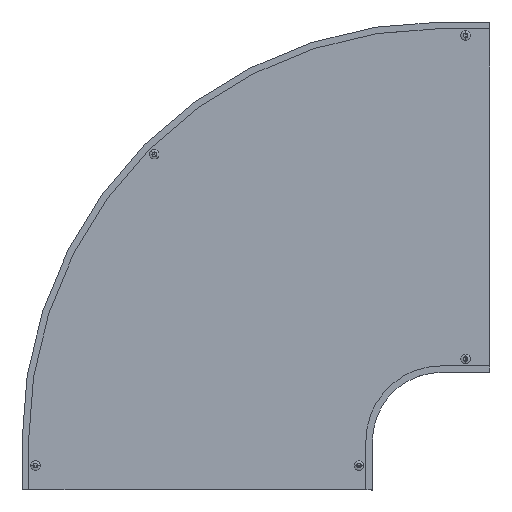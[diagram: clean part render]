
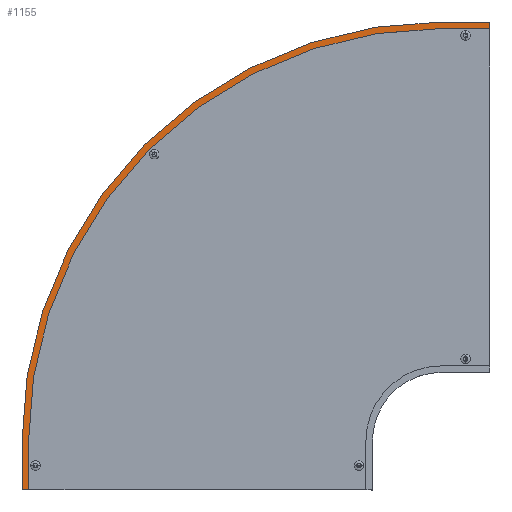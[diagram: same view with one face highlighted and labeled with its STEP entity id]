
A CAD part, top view. The second image highlights one B-rep face of the part: STEP entity #1155.
In plain terms, the highlighted face is planar.
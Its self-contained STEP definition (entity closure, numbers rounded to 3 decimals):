
#126 = PLANE ( 'NONE',  #2295 ) ;
#167 = DIRECTION ( 'NONE',  ( 0., 0., 1. ) ) ;
#171 = LINE ( 'NONE', #3465, #686 ) ;
#216 = EDGE_CURVE ( 'NONE', #4215, #1363, #2691, .T. ) ;
#365 = CARTESIAN_POINT ( 'NONE',  ( 902., 14., -993. ) ) ;
#686 = VECTOR ( 'NONE', #2212, 1000. ) ;
#718 = ORIENTED_EDGE ( 'NONE', *, *, #3093, .F. ) ;
#803 = VERTEX_POINT ( 'NONE', #1445 ) ;
#885 = LINE ( 'NONE', #1644, #5163 ) ;
#1002 = CARTESIAN_POINT ( 'NONE',  ( 14., 14., -105. ) ) ;
#1041 = ORIENTED_EDGE ( 'NONE', *, *, #2924, .T. ) ;
#1057 = VECTOR ( 'NONE', #4885, 1000. ) ;
#1144 = CARTESIAN_POINT ( 'NONE',  ( 0., 14., 0. ) ) ;
#1155 = ADVANCED_FACE ( 'NONE', ( #2563 ), #126, .T. ) ;
#1211 = LINE ( 'NONE', #3684, #3745 ) ;
#1330 = ORIENTED_EDGE ( 'NONE', *, *, #4314, .F. ) ;
#1363 = VERTEX_POINT ( 'NONE', #1144 ) ;
#1445 = CARTESIAN_POINT ( 'NONE',  ( 1007., 14., -993. ) ) ;
#1501 = EDGE_CURVE ( 'NONE', #3858, #2585, #885, .T. ) ;
#1621 = ORIENTED_EDGE ( 'NONE', *, *, #5269, .T. ) ;
#1622 = CARTESIAN_POINT ( 'NONE',  ( 902., 14., -1007. ) ) ;
#1644 = CARTESIAN_POINT ( 'NONE',  ( 902., 14., -1007. ) ) ;
#1692 = EDGE_CURVE ( 'NONE', #803, #3858, #171, .T. ) ;
#1989 = ORIENTED_EDGE ( 'NONE', *, *, #1692, .T. ) ;
#2030 = DIRECTION ( 'NONE',  ( 0., 0., 1. ) ) ;
#2062 = CARTESIAN_POINT ( 'NONE',  ( 14., 14., -105. ) ) ;
#2212 = DIRECTION ( 'NONE',  ( 0., 0., -1. ) ) ;
#2257 = AXIS2_PLACEMENT_3D ( 'NONE', #4656, #4297, #167 ) ;
#2295 = AXIS2_PLACEMENT_3D ( 'NONE', #4275, #4694, #5102 ) ;
#2563 = FACE_OUTER_BOUND ( 'NONE', #3473, .T. ) ;
#2585 = VERTEX_POINT ( 'NONE', #1622 ) ;
#2688 = CARTESIAN_POINT ( 'NONE',  ( 902., 14., -993. ) ) ;
#2691 = LINE ( 'NONE', #4773, #4469 ) ;
#2693 = AXIS2_PLACEMENT_3D ( 'NONE', #3296, #3712, #4103 ) ;
#2924 = EDGE_CURVE ( 'NONE', #4673, #803, #4031, .T. ) ;
#3074 = ORIENTED_EDGE ( 'NONE', *, *, #4447, .F. ) ;
#3093 = EDGE_CURVE ( 'NONE', #3640, #2585, #4025, .T. ) ;
#3095 = DIRECTION ( 'NONE',  ( -1., 0., 0. ) ) ;
#3211 = VERTEX_POINT ( 'NONE', #1002 ) ;
#3296 = CARTESIAN_POINT ( 'NONE',  ( 902., 14., -105. ) ) ;
#3351 = LINE ( 'NONE', #2062, #4987 ) ;
#3441 = ORIENTED_EDGE ( 'NONE', *, *, #1501, .T. ) ;
#3465 = CARTESIAN_POINT ( 'NONE',  ( 1007., 14., -1005. ) ) ;
#3473 = EDGE_LOOP ( 'NONE', ( #1330, #4507, #3074, #1621, #1041, #1989, #3441, #718 ) ) ;
#3640 = VERTEX_POINT ( 'NONE', #3777 ) ;
#3684 = CARTESIAN_POINT ( 'NONE',  ( 0., 14., -105. ) ) ;
#3712 = DIRECTION ( 'NONE',  ( 0., -1., 0. ) ) ;
#3724 = DIRECTION ( 'NONE',  ( -1., 0., 0. ) ) ;
#3745 = VECTOR ( 'NONE', #5295, 1000. ) ;
#3777 = CARTESIAN_POINT ( 'NONE',  ( 0., 14., -105. ) ) ;
#3858 = VERTEX_POINT ( 'NONE', #5220 ) ;
#4025 = CIRCLE ( 'NONE', #2257, 902. ) ;
#4031 = LINE ( 'NONE', #365, #1057 ) ;
#4103 = DIRECTION ( 'NONE',  ( 0., 0., -1. ) ) ;
#4215 = VERTEX_POINT ( 'NONE', #4793 ) ;
#4275 = CARTESIAN_POINT ( 'NONE',  ( 2., 14., -105. ) ) ;
#4297 = DIRECTION ( 'NONE',  ( 0., -1., 0. ) ) ;
#4314 = EDGE_CURVE ( 'NONE', #1363, #3640, #1211, .T. ) ;
#4447 = EDGE_CURVE ( 'NONE', #3211, #4215, #3351, .T. ) ;
#4469 = VECTOR ( 'NONE', #3095, 1000. ) ;
#4507 = ORIENTED_EDGE ( 'NONE', *, *, #216, .F. ) ;
#4656 = CARTESIAN_POINT ( 'NONE',  ( 902., 14., -105. ) ) ;
#4673 = VERTEX_POINT ( 'NONE', #2688 ) ;
#4694 = DIRECTION ( 'NONE',  ( 0., 1., 0. ) ) ;
#4714 = CIRCLE ( 'NONE', #2693, 888. ) ;
#4773 = CARTESIAN_POINT ( 'NONE',  ( 2., 14., 0. ) ) ;
#4793 = CARTESIAN_POINT ( 'NONE',  ( 14., 14., 0. ) ) ;
#4885 = DIRECTION ( 'NONE',  ( 1., 0., 0. ) ) ;
#4987 = VECTOR ( 'NONE', #2030, 1000. ) ;
#5102 = DIRECTION ( 'NONE',  ( 0., 0., 1. ) ) ;
#5163 = VECTOR ( 'NONE', #3724, 1000. ) ;
#5220 = CARTESIAN_POINT ( 'NONE',  ( 1007., 14., -1007. ) ) ;
#5269 = EDGE_CURVE ( 'NONE', #3211, #4673, #4714, .T. ) ;
#5295 = DIRECTION ( 'NONE',  ( 0., 0., -1. ) ) ;
